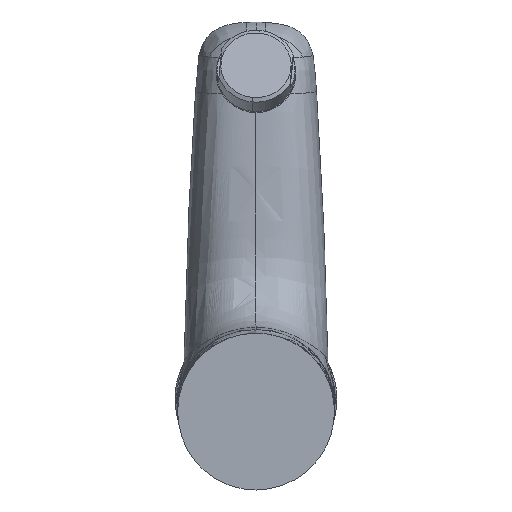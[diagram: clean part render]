
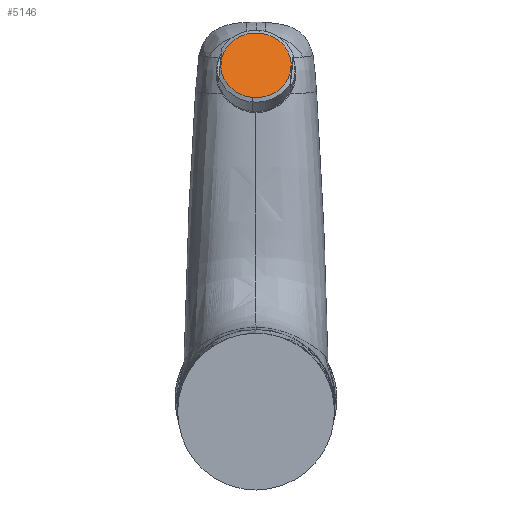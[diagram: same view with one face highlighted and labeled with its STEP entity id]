
A CAD part, front view. The second image highlights one B-rep face of the part: STEP entity #5146.
In plain terms, the highlighted planar face has unit normal (0, -0.92, 0.391).
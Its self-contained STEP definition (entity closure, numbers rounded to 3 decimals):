
#58 = CIRCLE ( 'NONE', #11742, 10.8 ) ;
#898 = FACE_OUTER_BOUND ( 'NONE', #8594, .T. ) ;
#948 = AXIS2_PLACEMENT_3D ( 'NONE', #8329, #14074, #13912 ) ;
#3086 = DIRECTION ( 'NONE',  ( -0.098, -0.389, -0.916 ) ) ;
#3404 = PLANE ( 'NONE',  #3525 ) ;
#3525 = AXIS2_PLACEMENT_3D ( 'NONE', #16162, #6671, #3086 ) ;
#4853 = CIRCLE ( 'NONE', #948, 10.8 ) ;
#4924 = ORIENTED_EDGE ( 'NONE', *, *, #12927, .F. ) ;
#5146 = ADVANCED_FACE ( 'NONE', ( #898 ), #3404, .T. ) ;
#6560 = DIRECTION ( 'NONE',  ( 0.098, 0.389, 0.916 ) ) ;
#6671 = DIRECTION ( 'NONE',  ( 0., -0.921, 0.391 ) ) ;
#8329 = CARTESIAN_POINT ( 'NONE',  ( 0., 73.599, 105.305 ) ) ;
#8594 = EDGE_LOOP ( 'NONE', ( #12291, #4924 ) ) ;
#10900 = CARTESIAN_POINT ( 'NONE',  ( 0., 73.599, 105.305 ) ) ;
#11742 = AXIS2_PLACEMENT_3D ( 'NONE', #10900, #18994, #6560 ) ;
#12291 = ORIENTED_EDGE ( 'NONE', *, *, #16344, .F. ) ;
#12927 = EDGE_CURVE ( 'NONE', #14591, #17718, #58, .T. ) ;
#13912 = DIRECTION ( 'NONE',  ( 0.098, 0.389, 0.916 ) ) ;
#14074 = DIRECTION ( 'NONE',  ( 0., 0.921, -0.391 ) ) ;
#14366 = CARTESIAN_POINT ( 'NONE',  ( 1.059, 77.799, 115.199 ) ) ;
#14591 = VERTEX_POINT ( 'NONE', #16645 ) ;
#16162 = CARTESIAN_POINT ( 'NONE',  ( 10.748, 73.185, 104.331 ) ) ;
#16344 = EDGE_CURVE ( 'NONE', #17718, #14591, #4853, .T. ) ;
#16645 = CARTESIAN_POINT ( 'NONE',  ( -1.059, 69.399, 95.412 ) ) ;
#17718 = VERTEX_POINT ( 'NONE', #14366 ) ;
#18994 = DIRECTION ( 'NONE',  ( 0., 0.921, -0.391 ) ) ;
